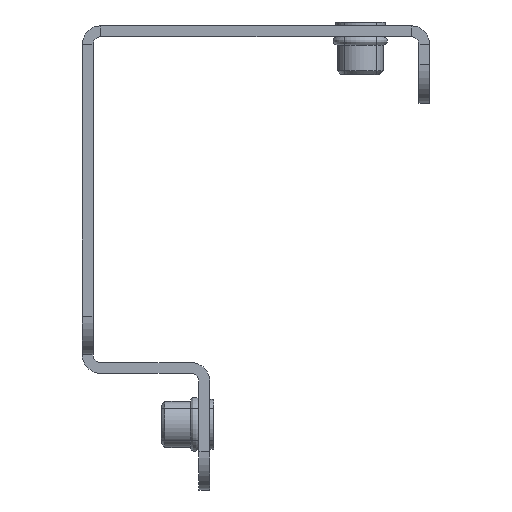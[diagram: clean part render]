
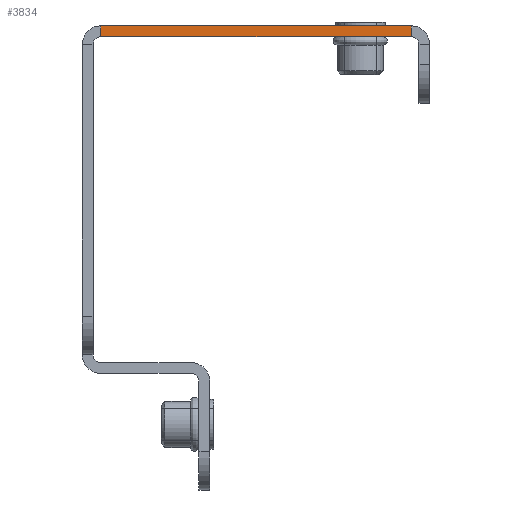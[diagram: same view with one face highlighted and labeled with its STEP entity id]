
A CAD part, front view. The second image highlights one B-rep face of the part: STEP entity #3834.
In plain terms, the highlighted planar face has unit normal (0, -1, 0).
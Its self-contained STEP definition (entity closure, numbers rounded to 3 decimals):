
#120 = EDGE_CURVE ( 'NONE', #375, #2657, #3938, .T. ) ;
#375 = VERTEX_POINT ( 'NONE', #871 ) ;
#460 = DIRECTION ( 'NONE',  ( 0., 0., -1. ) ) ;
#529 = VECTOR ( 'NONE', #2632, 1000. ) ;
#633 = ORIENTED_EDGE ( 'NONE', *, *, #3313, .T. ) ;
#871 = CARTESIAN_POINT ( 'NONE',  ( -2.4, -475., 21.1 ) ) ;
#886 = CARTESIAN_POINT ( 'NONE',  ( -42.6, -475., 22.5 ) ) ;
#1154 = VECTOR ( 'NONE', #460, 1000. ) ;
#1280 = CARTESIAN_POINT ( 'NONE',  ( -2.4, -475., 21.1 ) ) ;
#1363 = DIRECTION ( 'NONE',  ( 0., 0., -1. ) ) ;
#1370 = VERTEX_POINT ( 'NONE', #4401 ) ;
#1445 = CARTESIAN_POINT ( 'NONE',  ( -43.6, -475., 20.1 ) ) ;
#1510 = ORIENTED_EDGE ( 'NONE', *, *, #1645, .T. ) ;
#1645 = EDGE_CURVE ( 'NONE', #1370, #4191, #1838, .T. ) ;
#1770 = CARTESIAN_POINT ( 'NONE',  ( -45., -475., 21.1 ) ) ;
#1771 = LINE ( 'NONE', #886, #1154 ) ;
#1838 = LINE ( 'NONE', #2376, #2827 ) ;
#1925 = EDGE_CURVE ( 'NONE', #375, #1370, #3430, .T. ) ;
#2325 = EDGE_LOOP ( 'NONE', ( #4528, #4394, #1510, #633 ) ) ;
#2376 = CARTESIAN_POINT ( 'NONE',  ( -45., -475., 22.5 ) ) ;
#2632 = DIRECTION ( 'NONE',  ( 0., 0., 1. ) ) ;
#2657 = VERTEX_POINT ( 'NONE', #4163 ) ;
#2827 = VECTOR ( 'NONE', #5415, 1000. ) ;
#3313 = EDGE_CURVE ( 'NONE', #4191, #2657, #1771, .T. ) ;
#3430 = LINE ( 'NONE', #1280, #529 ) ;
#3590 = FACE_OUTER_BOUND ( 'NONE', #2325, .T. ) ;
#3799 = DIRECTION ( 'NONE',  ( -1., 0., 0. ) ) ;
#3834 = ADVANCED_FACE ( 'NONE', ( #3590 ), #5320, .T. ) ;
#3938 = LINE ( 'NONE', #1770, #4959 ) ;
#3945 = CARTESIAN_POINT ( 'NONE',  ( -42.6, -475., 22.5 ) ) ;
#3956 = DIRECTION ( 'NONE',  ( 0., -1., 0. ) ) ;
#4163 = CARTESIAN_POINT ( 'NONE',  ( -42.6, -475., 21.1 ) ) ;
#4191 = VERTEX_POINT ( 'NONE', #3945 ) ;
#4394 = ORIENTED_EDGE ( 'NONE', *, *, #1925, .T. ) ;
#4401 = CARTESIAN_POINT ( 'NONE',  ( -2.4, -475., 22.5 ) ) ;
#4528 = ORIENTED_EDGE ( 'NONE', *, *, #120, .F. ) ;
#4959 = VECTOR ( 'NONE', #3799, 1000. ) ;
#5320 = PLANE ( 'NONE',  #5333 ) ;
#5333 = AXIS2_PLACEMENT_3D ( 'NONE', #1445, #3956, #1363 ) ;
#5415 = DIRECTION ( 'NONE',  ( -1., 0., 0. ) ) ;
